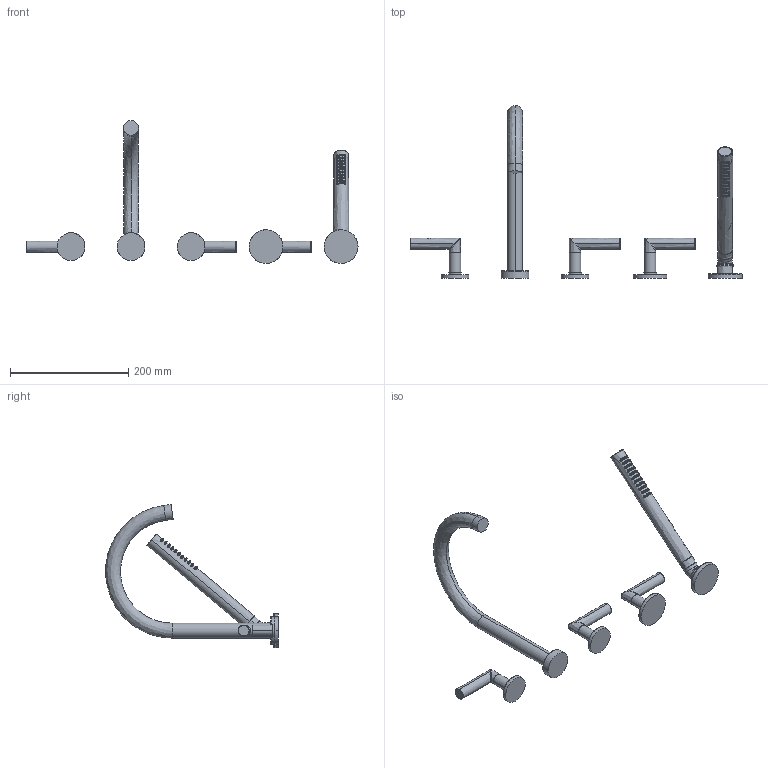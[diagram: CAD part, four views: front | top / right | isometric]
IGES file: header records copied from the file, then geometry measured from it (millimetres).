
Start section:  PTC IGES file: 3-3107_sw0001.igs
Global section: file name: 3-3107_sw0001.igs; native system: Creo Parametric by PTC Inc.; preprocessor: 2018400; author: jinson.thomas; organization: Unknown; date: 20210322.143158; units: inch
Bounding box: 561.98 x 292.21 x 242.19 mm (x, y, z)
Volume: 567449.8 mm3; surface area: 119074.2 mm2
Topology: 5 solids, 8 shells, 894 faces, 1922 edges, 1152 vertices
Faces by surface type: bspline 592, revolution 302
